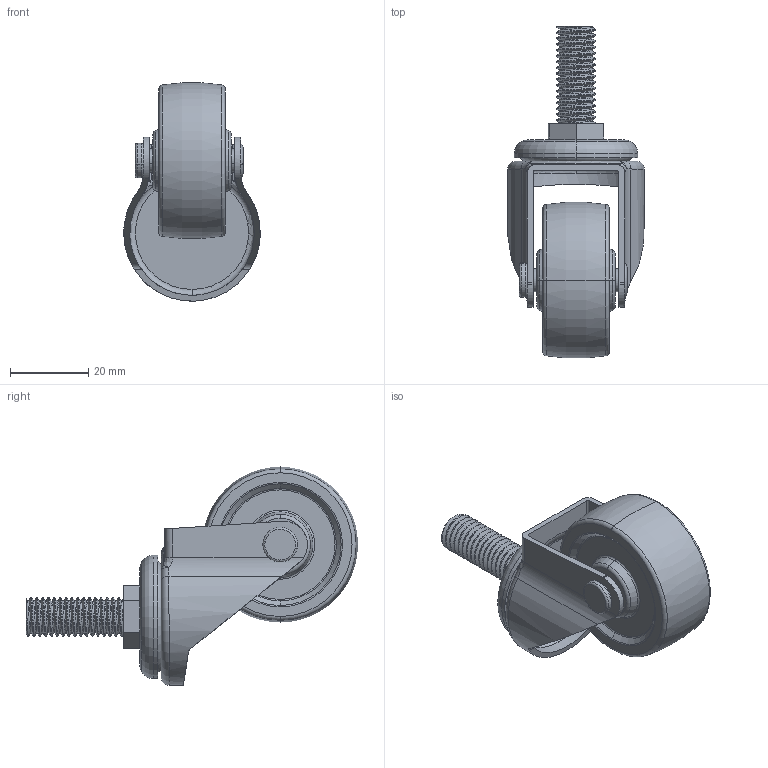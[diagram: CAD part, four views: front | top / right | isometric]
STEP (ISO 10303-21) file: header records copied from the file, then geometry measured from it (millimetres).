
FILE_DESCRIPTION (( 'STEP AP203' ), '1' );
FILE_NAME ('蹟佪M10X25.STEP', '2026-01-09T08:14:38', ( '' ), ( '' ), 'SwSTEP 2.0', 'SolidWorks 2021', '' );
FILE_SCHEMA (( 'CONFIG_CONTROL_DESIGN' ));
Length unit declared in the file: millimetre
Products named in the file (4): 輪子鉚釘_預設; 1.5渡25炵蹈魂雄殤; 蹟佪M10X25; 1.5渡晦謫
Assembly tree (3 placements, depth 2):
  蹟佪M10X25
    1.5渡晦謫
    1.5渡25炵蹈魂雄殤
    輪子鉚釘_預設
Bounding box: 34.97 x 85.07 x 55.94 mm (x, y, z)
Volume: 30424.8 mm3; surface area: 14133.3 mm2
Topology: 3 solids, 4 shells, 168 faces, 404 edges, 247 vertices
Faces by surface type: cylinder 66, torus 47, plane 32, bspline 11, cone 10, sphere 2
Entity records: 9224 total; most frequent: CARTESIAN_POINT 5140, ORIENTED_EDGE 796, DIRECTION 781, EDGE_CURVE 398, AXIS2_PLACEMENT_3D 336, VERTEX_POINT 247, EDGE_LOOP 185, CIRCLE 173
